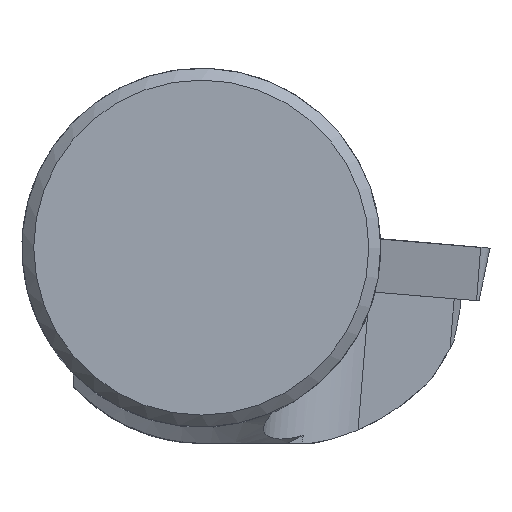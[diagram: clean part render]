
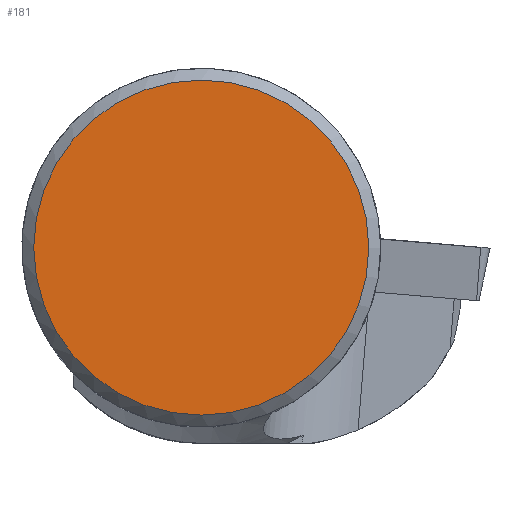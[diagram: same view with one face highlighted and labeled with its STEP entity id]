
A CAD part, top view. The second image highlights one B-rep face of the part: STEP entity #181.
In plain terms, the highlighted planar face has unit normal (0, 0, 1).
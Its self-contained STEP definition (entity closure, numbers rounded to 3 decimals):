
#147=PLANE('',#980);
#181=ADVANCED_FACE('',(#234),#147,.T.);
#234=FACE_OUTER_BOUND('',#271,.T.);
#271=EDGE_LOOP('',(#584));
#431=CIRCLE('',#955,7.471);
#584=ORIENTED_EDGE('',*,*,#788,.F.);
#704=VERTEX_POINT('',#1389);
#788=EDGE_CURVE('',#704,#704,#431,.T.);
#955=AXIS2_PLACEMENT_3D('',#1388,#1088,#1089);
#980=AXIS2_PLACEMENT_3D('',#1660,#1150,#1151);
#1088=DIRECTION('',(0.,0.,-1.));
#1089=DIRECTION('',(1.,0.,0.));
#1150=DIRECTION('',(0.,0.,1.));
#1151=DIRECTION('',(1.,0.,0.));
#1388=CARTESIAN_POINT('',(0.,0.,0.));
#1389=CARTESIAN_POINT('',(7.471,0.,0.));
#1660=CARTESIAN_POINT('',(0.,0.,0.));
